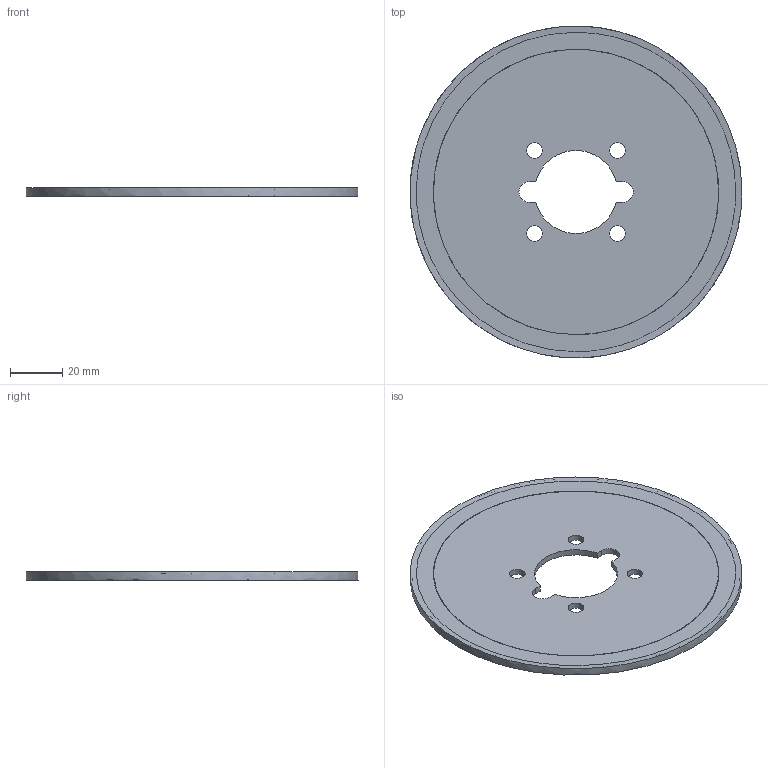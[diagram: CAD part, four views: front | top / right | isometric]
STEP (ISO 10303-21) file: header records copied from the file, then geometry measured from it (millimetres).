
FILE_DESCRIPTION(/* description */ (''),/* implementation_level */ '2;1');
FILE_NAME(/* name */ '335.10-05.00-3.stp',/* time_stamp */ '2017-09-14T10:21:11+06:00',/* author */ (''),/* organization */ (''),/* preprocessor_version */ 'ST-DEVELOPER v16',/* originating_system */ 'SIEMENS PLM Software NX 11.0',/* authorisation */ '');
FILE_SCHEMA (('AUTOMOTIVE_DESIGN { 1 0 10303 214 3 1 1 1 }'));
Length unit declared in the file: millimetre
Products named in the file (1): 335.10-05.00-3
Bounding box: 126.99 x 127 x 3.1 mm (x, y, z)
Volume: 37062.8 mm3; surface area: 33273.9 mm2
Topology: 2 solids, 2 shells, 25 faces, 68 edges, 45 vertices
Faces by surface type: cylinder 9, plane 6, revolution 5, bspline 4, cone 1
Full cylindrical faces by diameter (mm): 6 x4, 125.8 x1
Entity records: 1805 total; most frequent: CARTESIAN_POINT 1206, DIRECTION 109, ORIENTED_EDGE 90, EDGE_LOOP 49, EDGE_CURVE 45, AXIS2_PLACEMENT_3D 43, FACE_BOUND 40, VERTEX_POINT 36
